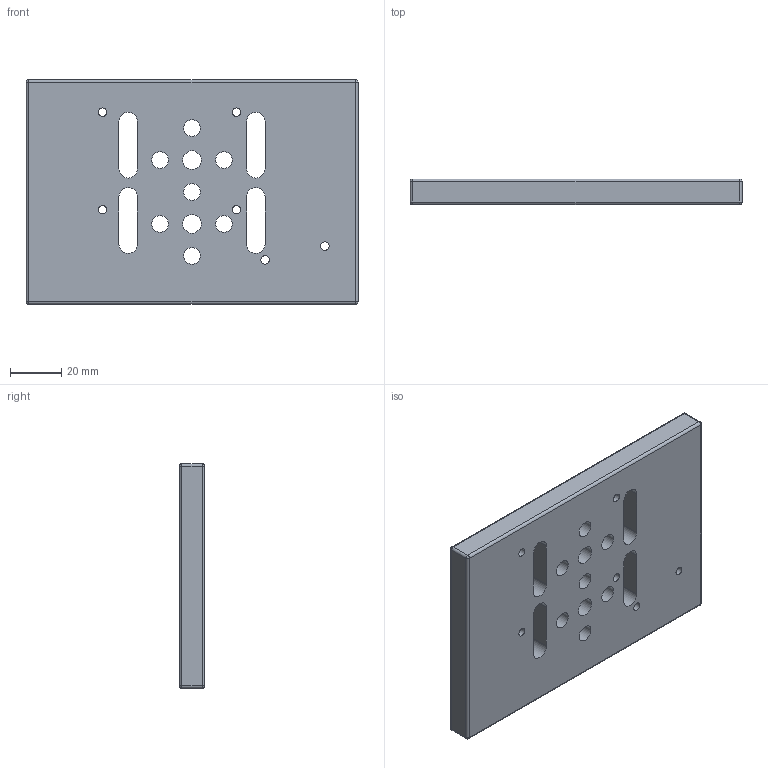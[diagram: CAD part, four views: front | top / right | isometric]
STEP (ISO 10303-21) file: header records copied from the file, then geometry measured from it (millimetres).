
FILE_DESCRIPTION(/* description */ (''),/* implementation_level */ '2;1');
FILE_NAME(/* name */ 'Adapter Concept (AP90_M &PartM0093).step',/* time_stamp */ '2024-06-17T18:02:59-04:00',/* author */ (''),/* organization */ (''),/* preprocessor_version */ 'ST-DEVELOPER v20',/* originating_system */ 'Autodesk Translation Framework v12.20.1.177',/* authorisation */ '');
FILE_SCHEMA (('AUTOMOTIVE_DESIGN { 1 0 10303 214 3 1 1 }'));
Length unit declared in the file: millimetre
Products named in the file (1): Adapter Concept (AP90_M &PartM0093)
Bounding box: 130 x 10 x 87.9 mm (x, y, z)
Volume: 103410.2 mm3; surface area: 29583.5 mm2
Topology: 1 solids, 1 shells, 57 faces, 141 edges, 86 vertices
Faces by surface type: cylinder 35, plane 14, sphere 8
Full cylindrical faces by diameter (mm): 3.3 x6, 6.508 x7, 7.239 x2
Entity records: 1809 total; most frequent: DIRECTION 327, CARTESIAN_POINT 285, ORIENTED_EDGE 282, EDGE_CURVE 141, AXIS2_PLACEMENT_3D 128, EDGE_LOOP 95, VERTEX_POINT 86, LINE 71
